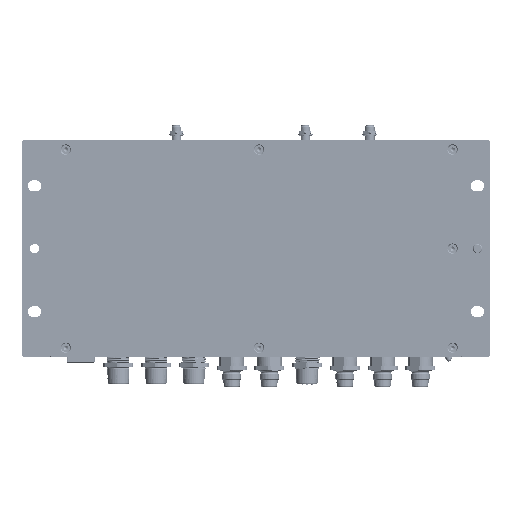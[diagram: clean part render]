
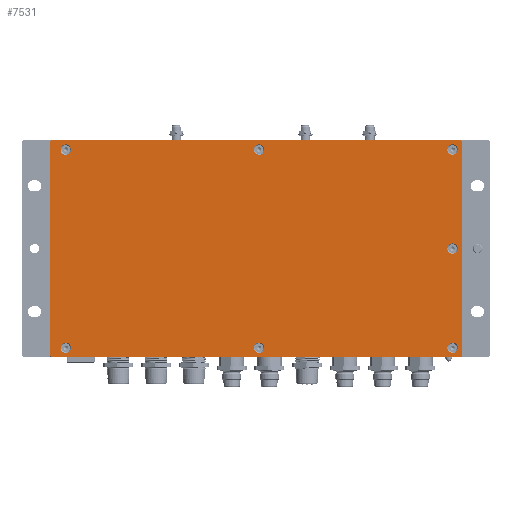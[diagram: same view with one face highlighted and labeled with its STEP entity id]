
A CAD part, top view. The second image highlights one B-rep face of the part: STEP entity #7531.
In plain terms, the highlighted planar face has unit normal (0, 0, 1).
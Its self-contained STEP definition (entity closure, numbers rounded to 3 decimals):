
#6714=CARTESIAN_POINT('',(259.3,69.,52.));
#6715=VERTEX_POINT('',#6714);
#6716=CARTESIAN_POINT('',(256.,69.,52.));
#6717=DIRECTION('',(0.0,0.0,-1.0));
#6718=DIRECTION('',(1.0,0.0,0.0));
#6719=AXIS2_PLACEMENT_3D('',#6716,#6717,#6718);
#6720=CIRCLE('',#6719,3.3);
#6721=EDGE_CURVE('',#6715,#6715,#6720,.T.);
#6742=CARTESIAN_POINT('',(259.3,6.,52.));
#6743=VERTEX_POINT('',#6742);
#6744=CARTESIAN_POINT('',(256.,6.,52.));
#6745=DIRECTION('',(0.0,0.0,-1.0));
#6746=DIRECTION('',(1.0,0.0,0.0));
#6747=AXIS2_PLACEMENT_3D('',#6744,#6745,#6746);
#6748=CIRCLE('',#6747,3.3);
#6749=EDGE_CURVE('',#6743,#6743,#6748,.T.);
#6770=CARTESIAN_POINT('',(259.3,132.,52.));
#6771=VERTEX_POINT('',#6770);
#6772=CARTESIAN_POINT('',(256.,132.,52.));
#6773=DIRECTION('',(0.0,0.0,-1.0));
#6774=DIRECTION('',(1.0,0.0,0.0));
#6775=AXIS2_PLACEMENT_3D('',#6772,#6773,#6774);
#6776=CIRCLE('',#6775,3.3);
#6777=EDGE_CURVE('',#6771,#6771,#6776,.T.);
#6798=CARTESIAN_POINT('',(13.3,132.,52.));
#6799=VERTEX_POINT('',#6798);
#6800=CARTESIAN_POINT('',(10.,132.,52.));
#6801=DIRECTION('',(0.0,0.0,-1.0));
#6802=DIRECTION('',(1.0,0.0,0.0));
#6803=AXIS2_PLACEMENT_3D('',#6800,#6801,#6802);
#6804=CIRCLE('',#6803,3.3);
#6805=EDGE_CURVE('',#6799,#6799,#6804,.T.);
#6826=CARTESIAN_POINT('',(13.3,6.,52.));
#6827=VERTEX_POINT('',#6826);
#6828=CARTESIAN_POINT('',(10.,6.,52.));
#6829=DIRECTION('',(0.0,0.0,-1.0));
#6830=DIRECTION('',(1.0,0.0,0.0));
#6831=AXIS2_PLACEMENT_3D('',#6828,#6829,#6830);
#6832=CIRCLE('',#6831,3.3);
#6833=EDGE_CURVE('',#6827,#6827,#6832,.T.);
#6854=CARTESIAN_POINT('',(136.3,6.,52.));
#6855=VERTEX_POINT('',#6854);
#6856=CARTESIAN_POINT('',(133.,6.,52.));
#6857=DIRECTION('',(0.0,0.0,-1.0));
#6858=DIRECTION('',(1.0,0.0,0.0));
#6859=AXIS2_PLACEMENT_3D('',#6856,#6857,#6858);
#6860=CIRCLE('',#6859,3.3);
#6861=EDGE_CURVE('',#6855,#6855,#6860,.T.);
#6882=CARTESIAN_POINT('',(136.3,132.,52.));
#6883=VERTEX_POINT('',#6882);
#6884=CARTESIAN_POINT('',(133.,132.,52.));
#6885=DIRECTION('',(0.0,0.0,-1.0));
#6886=DIRECTION('',(1.0,0.0,0.0));
#6887=AXIS2_PLACEMENT_3D('',#6884,#6885,#6886);
#6888=CIRCLE('',#6887,3.3);
#6889=EDGE_CURVE('',#6883,#6883,#6888,.T.);
#7225=CARTESIAN_POINT('',(0.2,1.,52.));
#7226=VERTEX_POINT('',#7225);
#7233=CARTESIAN_POINT('',(0.2,137.,52.));
#7234=VERTEX_POINT('',#7233);
#7235=CARTESIAN_POINT('',(0.2,1.,52.));
#7236=DIRECTION('',(0.0,1.0,0.0));
#7237=VECTOR('',#7236,136.0);
#7238=LINE('',#7235,#7237);
#7239=EDGE_CURVE('',#7226,#7234,#7238,.T.);
#7256=CARTESIAN_POINT('',(1.,137.8,52.));
#7257=VERTEX_POINT('',#7256);
#7266=CARTESIAN_POINT('',(1.,137.,52.));
#7267=DIRECTION('',(0.,0.,-1.0));
#7268=DIRECTION('',(-0.707,0.707,0.));
#7269=AXIS2_PLACEMENT_3D('',#7266,#7267,#7268);
#7270=CIRCLE('',#7269,0.8);
#7271=EDGE_CURVE('',#7234,#7257,#7270,.T.);
#7281=CARTESIAN_POINT('',(261.,137.8,52.));
#7282=VERTEX_POINT('',#7281);
#7291=CARTESIAN_POINT('',(1.,137.8,52.));
#7292=DIRECTION('',(1.0,0.0,0.0));
#7293=VECTOR('',#7292,260.0);
#7294=LINE('',#7291,#7293);
#7295=EDGE_CURVE('',#7257,#7282,#7294,.T.);
#7305=CARTESIAN_POINT('',(261.8,137.,52.));
#7306=VERTEX_POINT('',#7305);
#7315=CARTESIAN_POINT('',(261.,137.,52.));
#7316=DIRECTION('',(0.,0.,-1.0));
#7317=DIRECTION('',(0.707,0.707,0.));
#7318=AXIS2_PLACEMENT_3D('',#7315,#7316,#7317);
#7319=CIRCLE('',#7318,0.8);
#7320=EDGE_CURVE('',#7282,#7306,#7319,.T.);
#7330=CARTESIAN_POINT('',(261.8,1.,52.));
#7331=VERTEX_POINT('',#7330);
#7347=CARTESIAN_POINT('',(261.8,137.,52.));
#7348=DIRECTION('',(0.0,-1.0,0.0));
#7349=VECTOR('',#7348,136.);
#7350=LINE('',#7347,#7349);
#7351=EDGE_CURVE('',#7306,#7331,#7350,.T.);
#7361=CARTESIAN_POINT('',(261.,0.2,52.));
#7362=VERTEX_POINT('',#7361);
#7379=CARTESIAN_POINT('',(261.,1.,52.));
#7380=DIRECTION('',(0.,0.,-1.0));
#7381=DIRECTION('',(0.707,-0.707,0.));
#7382=AXIS2_PLACEMENT_3D('',#7379,#7380,#7381);
#7383=CIRCLE('',#7382,0.8);
#7384=EDGE_CURVE('',#7331,#7362,#7383,.T.);
#7394=CARTESIAN_POINT('',(1.,0.2,52.));
#7395=VERTEX_POINT('',#7394);
#7411=CARTESIAN_POINT('',(261.,0.2,52.));
#7412=DIRECTION('',(-1.0,0.0,0.0));
#7413=VECTOR('',#7412,260.0);
#7414=LINE('',#7411,#7413);
#7415=EDGE_CURVE('',#7362,#7395,#7414,.T.);
#7434=CARTESIAN_POINT('',(1.,1.,52.));
#7435=DIRECTION('',(0.,0.,-1.0));
#7436=DIRECTION('',(-0.707,-0.707,0.));
#7437=AXIS2_PLACEMENT_3D('',#7434,#7435,#7436);
#7438=CIRCLE('',#7437,0.8);
#7439=EDGE_CURVE('',#7395,#7226,#7438,.T.);
#7495=CARTESIAN_POINT('',(131.,69.,52.));
#7496=DIRECTION('',(0.0,0.0,1.0));
#7497=DIRECTION('',(1.0,0.0,0.0));
#7498=AXIS2_PLACEMENT_3D('',#7495,#7496,#7497);
#7499=PLANE('',#7498);
#7500=ORIENTED_EDGE('',*,*,#7239,.F.);
#7501=ORIENTED_EDGE('',*,*,#7439,.F.);
#7502=ORIENTED_EDGE('',*,*,#7415,.F.);
#7503=ORIENTED_EDGE('',*,*,#7384,.F.);
#7504=ORIENTED_EDGE('',*,*,#7351,.F.);
#7505=ORIENTED_EDGE('',*,*,#7320,.F.);
#7506=ORIENTED_EDGE('',*,*,#7295,.F.);
#7507=ORIENTED_EDGE('',*,*,#7271,.F.);
#7508=EDGE_LOOP('',(#7500,#7501,#7502,#7503,#7504,#7505,#7506,#7507));
#7509=FACE_OUTER_BOUND('',#7508,.T.);
#7510=ORIENTED_EDGE('',*,*,#6889,.T.);
#7511=EDGE_LOOP('',(#7510));
#7512=FACE_BOUND('',#7511,.T.);
#7513=ORIENTED_EDGE('',*,*,#6861,.T.);
#7514=EDGE_LOOP('',(#7513));
#7515=FACE_BOUND('',#7514,.T.);
#7516=ORIENTED_EDGE('',*,*,#6833,.T.);
#7517=EDGE_LOOP('',(#7516));
#7518=FACE_BOUND('',#7517,.T.);
#7519=ORIENTED_EDGE('',*,*,#6805,.T.);
#7520=EDGE_LOOP('',(#7519));
#7521=FACE_BOUND('',#7520,.T.);
#7522=ORIENTED_EDGE('',*,*,#6777,.T.);
#7523=EDGE_LOOP('',(#7522));
#7524=FACE_BOUND('',#7523,.T.);
#7525=ORIENTED_EDGE('',*,*,#6749,.T.);
#7526=EDGE_LOOP('',(#7525));
#7527=FACE_BOUND('',#7526,.T.);
#7528=ORIENTED_EDGE('',*,*,#6721,.T.);
#7529=EDGE_LOOP('',(#7528));
#7530=FACE_BOUND('',#7529,.T.);
#7531=ADVANCED_FACE('',(#7509,#7512,#7515,#7518,#7521,#7524,#7527,#7530),#7499,.T.);
